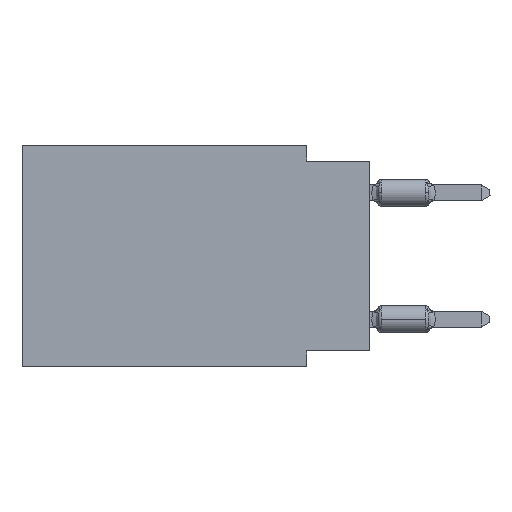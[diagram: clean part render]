
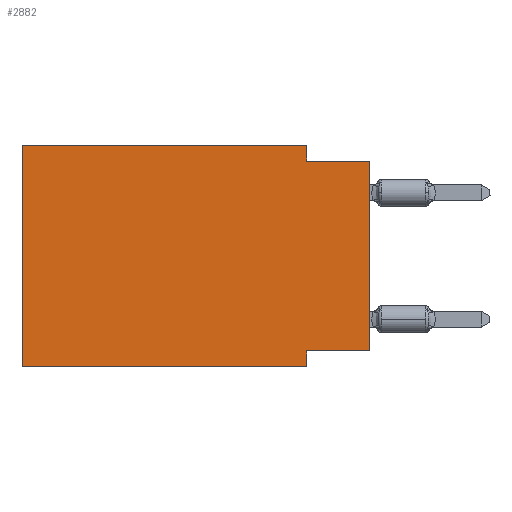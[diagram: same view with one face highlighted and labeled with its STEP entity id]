
A CAD part, left-side view. The second image highlights one B-rep face of the part: STEP entity #2882.
In plain terms, the highlighted planar face has unit normal (-1, 0, 0).
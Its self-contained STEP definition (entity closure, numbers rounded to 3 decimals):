
#1207 = DIRECTION ( 'NONE',  ( 0., 1., 0. ) ) ;
#2882 = ADVANCED_FACE ( 'NONE', ( #10185 ), #22847, .F. ) ;
#4211 = CARTESIAN_POINT ( 'NONE',  ( 0., 13.97, 0. ) ) ;
#5122 = LINE ( 'NONE', #37724, #11384 ) ;
#5403 = EDGE_CURVE ( 'NONE', #11776, #35234, #31761, .T. ) ;
#5724 = LINE ( 'NONE', #34361, #23395 ) ;
#5781 = VECTOR ( 'NONE', #1207, 1000. ) ;
#5834 = LINE ( 'NONE', #35294, #32545 ) ;
#6228 = CARTESIAN_POINT ( 'NONE',  ( 0., 0., -8.255 ) ) ;
#6452 = DIRECTION ( 'NONE',  ( 0., -1., 0. ) ) ;
#7055 = CARTESIAN_POINT ( 'NONE',  ( 0., 2.54, 0. ) ) ;
#7514 = CARTESIAN_POINT ( 'NONE',  ( 0., 13.97, 0. ) ) ;
#8595 = ORIENTED_EDGE ( 'NONE', *, *, #39543, .F. ) ;
#8881 = DIRECTION ( 'NONE',  ( 0., 0., 1. ) ) ;
#8897 = ORIENTED_EDGE ( 'NONE', *, *, #30778, .T. ) ;
#9005 = ORIENTED_EDGE ( 'NONE', *, *, #38304, .F. ) ;
#9839 = CARTESIAN_POINT ( 'NONE',  ( 0., 0., -0.635 ) ) ;
#10185 = FACE_OUTER_BOUND ( 'NONE', #40763, .T. ) ;
#11149 = ORIENTED_EDGE ( 'NONE', *, *, #30473, .F. ) ;
#11384 = VECTOR ( 'NONE', #8881, 1000. ) ;
#11776 = VERTEX_POINT ( 'NONE', #33843 ) ;
#12728 = VECTOR ( 'NONE', #35858, 1000. ) ;
#12917 = CARTESIAN_POINT ( 'NONE',  ( 0., 13.97, 0. ) ) ;
#14255 = LINE ( 'NONE', #27107, #5781 ) ;
#17385 = CARTESIAN_POINT ( 'NONE',  ( 0., 2.54, -8.89 ) ) ;
#17506 = DIRECTION ( 'NONE',  ( 0., -1., 0. ) ) ;
#17760 = CARTESIAN_POINT ( 'NONE',  ( 0., 2.54, -8.255 ) ) ;
#18577 = CARTESIAN_POINT ( 'NONE',  ( 0., 13.97, -8.89 ) ) ;
#18811 = VERTEX_POINT ( 'NONE', #18577 ) ;
#19442 = ORIENTED_EDGE ( 'NONE', *, *, #28519, .F. ) ;
#19546 = DIRECTION ( 'NONE',  ( 0., -1., 0. ) ) ;
#19882 = CARTESIAN_POINT ( 'NONE',  ( 0., 2.54, -8.89 ) ) ;
#20387 = DIRECTION ( 'NONE',  ( 0., 0., 1. ) ) ;
#22017 = EDGE_CURVE ( 'NONE', #18811, #35455, #5834, .T. ) ;
#22847 = PLANE ( 'NONE',  #25386 ) ;
#23045 = DIRECTION ( 'NONE',  ( 1., 0., 0. ) ) ;
#23395 = VECTOR ( 'NONE', #33950, 1000. ) ;
#23611 = LINE ( 'NONE', #4211, #24596 ) ;
#24151 = ORIENTED_EDGE ( 'NONE', *, *, #37573, .F. ) ;
#24596 = VECTOR ( 'NONE', #17506, 1000. ) ;
#25038 = CARTESIAN_POINT ( 'NONE',  ( 0., 0., -0.635 ) ) ;
#25386 = AXIS2_PLACEMENT_3D ( 'NONE', #32319, #23045, #39022 ) ;
#26829 = VERTEX_POINT ( 'NONE', #7055 ) ;
#27053 = VERTEX_POINT ( 'NONE', #12917 ) ;
#27107 = CARTESIAN_POINT ( 'NONE',  ( 0., 0., -8.255 ) ) ;
#27416 = VECTOR ( 'NONE', #20387, 1000. ) ;
#28519 = EDGE_CURVE ( 'NONE', #26829, #11776, #5724, .T. ) ;
#29475 = VECTOR ( 'NONE', #19546, 1000. ) ;
#29748 = ORIENTED_EDGE ( 'NONE', *, *, #22017, .T. ) ;
#30473 = EDGE_CURVE ( 'NONE', #40340, #35455, #38599, .T. ) ;
#30778 = EDGE_CURVE ( 'NONE', #38508, #35234, #5122, .T. ) ;
#31761 = LINE ( 'NONE', #9839, #29475 ) ;
#32319 = CARTESIAN_POINT ( 'NONE',  ( 0., 13.97, 0. ) ) ;
#32545 = VECTOR ( 'NONE', #6452, 1000. ) ;
#33843 = CARTESIAN_POINT ( 'NONE',  ( 0., 2.54, -0.635 ) ) ;
#33950 = DIRECTION ( 'NONE',  ( 0., 0., -1. ) ) ;
#34361 = CARTESIAN_POINT ( 'NONE',  ( 0., 2.54, 0. ) ) ;
#35234 = VERTEX_POINT ( 'NONE', #25038 ) ;
#35294 = CARTESIAN_POINT ( 'NONE',  ( 0., 13.97, -8.89 ) ) ;
#35455 = VERTEX_POINT ( 'NONE', #17385 ) ;
#35858 = DIRECTION ( 'NONE',  ( 0., 0., -1. ) ) ;
#36364 = LINE ( 'NONE', #7514, #27416 ) ;
#37573 = EDGE_CURVE ( 'NONE', #27053, #26829, #23611, .T. ) ;
#37724 = CARTESIAN_POINT ( 'NONE',  ( 0., 0., 0. ) ) ;
#37840 = ORIENTED_EDGE ( 'NONE', *, *, #5403, .F. ) ;
#38304 = EDGE_CURVE ( 'NONE', #38508, #40340, #14255, .T. ) ;
#38508 = VERTEX_POINT ( 'NONE', #6228 ) ;
#38599 = LINE ( 'NONE', #19882, #12728 ) ;
#39022 = DIRECTION ( 'NONE',  ( 0., 0., -1. ) ) ;
#39543 = EDGE_CURVE ( 'NONE', #18811, #27053, #36364, .T. ) ;
#40340 = VERTEX_POINT ( 'NONE', #17760 ) ;
#40763 = EDGE_LOOP ( 'NONE', ( #8897, #37840, #19442, #24151, #8595, #29748, #11149, #9005 ) ) ;
